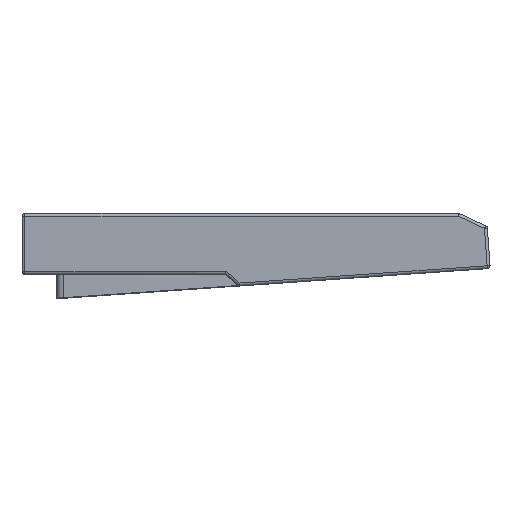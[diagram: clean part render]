
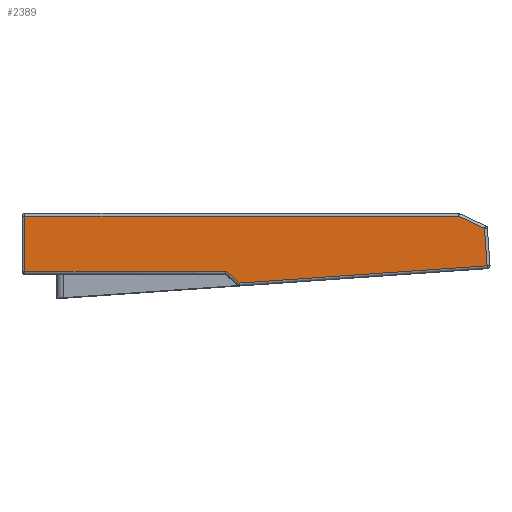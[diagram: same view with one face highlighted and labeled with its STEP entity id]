
A CAD part, left-side view. The second image highlights one B-rep face of the part: STEP entity #2389.
In plain terms, the highlighted planar face has unit normal (-1, 0, 0).
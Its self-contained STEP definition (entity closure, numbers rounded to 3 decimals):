
#1083 = VERTEX_POINT('',#1084);
#1084 = CARTESIAN_POINT('',(-11.,10.,18.));
#1091 = EDGE_CURVE('',#1083,#1092,#1094,.T.);
#1092 = VERTEX_POINT('',#1093);
#1093 = CARTESIAN_POINT('',(-11.,10.,-1.));
#1094 = LINE('',#1095,#1096);
#1095 = CARTESIAN_POINT('',(-11.,10.,19.));
#1096 = VECTOR('',#1097,1.);
#1097 = DIRECTION('',(0.,0.,-1.));
#2389 = ADVANCED_FACE('',(#2390),#2439,.F.);
#2390 = FACE_BOUND('',#2391,.F.);
#2391 = EDGE_LOOP('',(#2392,#2402,#2410,#2418,#2426,#2432,#2433));
#2392 = ORIENTED_EDGE('',*,*,#2393,.T.);
#2393 = EDGE_CURVE('',#2394,#2396,#2398,.T.);
#2394 = VERTEX_POINT('',#2395);
#2395 = CARTESIAN_POINT('',(-11.,-139.19,18.));
#2396 = VERTEX_POINT('',#2397);
#2397 = CARTESIAN_POINT('',(-11.,-148.156,13.777));
#2398 = LINE('',#2399,#2400);
#2399 = CARTESIAN_POINT('',(-11.,-138.987,18.095));
#2400 = VECTOR('',#2401,1.);
#2401 = DIRECTION('',(0.,-0.905,-0.426));
#2402 = ORIENTED_EDGE('',*,*,#2403,.F.);
#2403 = EDGE_CURVE('',#2404,#2396,#2406,.T.);
#2404 = VERTEX_POINT('',#2405);
#2405 = CARTESIAN_POINT('',(-11.,-149.054,0.928));
#2406 = LINE('',#2407,#2408);
#2407 = CARTESIAN_POINT('',(-11.,-149.124,-0.07));
#2408 = VECTOR('',#2409,1.);
#2409 = DIRECTION('',(0.,0.07,0.998));
#2410 = ORIENTED_EDGE('',*,*,#2411,.T.);
#2411 = EDGE_CURVE('',#2404,#2412,#2414,.T.);
#2412 = VERTEX_POINT('',#2413);
#2413 = CARTESIAN_POINT('',(-11.,-63.932,-5.025));
#2414 = LINE('',#2415,#2416);
#2415 = CARTESIAN_POINT('',(-11.,-150.052,0.998));
#2416 = VECTOR('',#2417,1.);
#2417 = DIRECTION('',(0.,0.998,-0.07));
#2418 = ORIENTED_EDGE('',*,*,#2419,.T.);
#2419 = EDGE_CURVE('',#2412,#2420,#2422,.T.);
#2420 = VERTEX_POINT('',#2421);
#2421 = CARTESIAN_POINT('',(-11.,-59.302,-1.));
#2422 = LINE('',#2423,#2424);
#2423 = CARTESIAN_POINT('',(-11.,-64.244,-5.296));
#2424 = VECTOR('',#2425,1.);
#2425 = DIRECTION('',(0.,0.755,0.656));
#2426 = ORIENTED_EDGE('',*,*,#2427,.F.);
#2427 = EDGE_CURVE('',#1092,#2420,#2428,.T.);
#2428 = LINE('',#2429,#2430);
#2429 = CARTESIAN_POINT('',(-11.,11.,-1.));
#2430 = VECTOR('',#2431,1.);
#2431 = DIRECTION('',(0.,-1.,0.));
#2432 = ORIENTED_EDGE('',*,*,#1091,.F.);
#2433 = ORIENTED_EDGE('',*,*,#2434,.F.);
#2434 = EDGE_CURVE('',#2394,#1083,#2435,.T.);
#2435 = LINE('',#2436,#2437);
#2436 = CARTESIAN_POINT('',(-11.,-139.413,18.));
#2437 = VECTOR('',#2438,1.);
#2438 = DIRECTION('',(0.,1.,0.));
#2439 = PLANE('',#2440);
#2440 = AXIS2_PLACEMENT_3D('',#2441,#2442,#2443);
#2441 = CARTESIAN_POINT('',(-11.,-151.113,19.));
#2442 = DIRECTION('',(1.,0.,0.));
#2443 = DIRECTION('',(0.,1.,0.));
